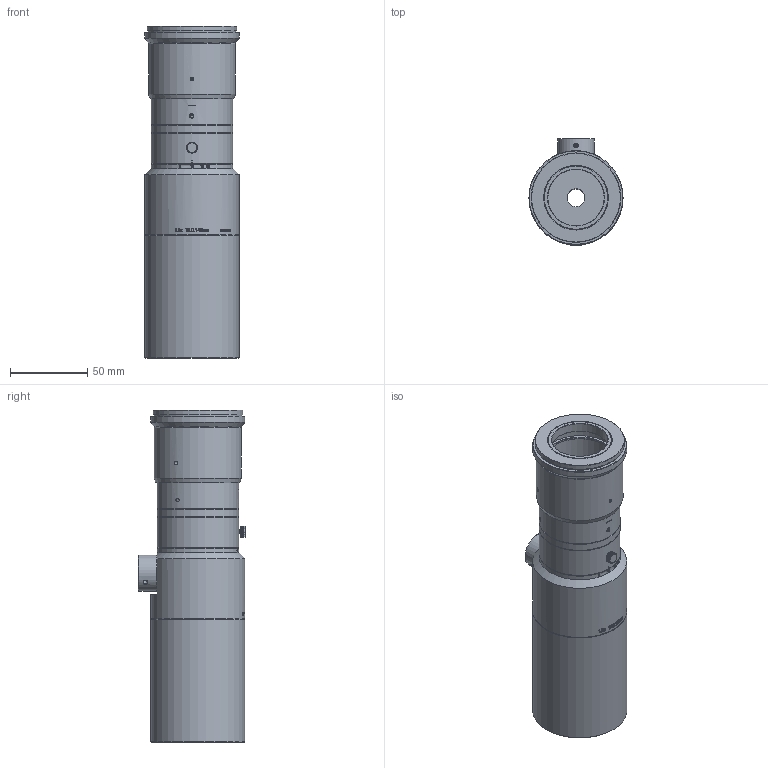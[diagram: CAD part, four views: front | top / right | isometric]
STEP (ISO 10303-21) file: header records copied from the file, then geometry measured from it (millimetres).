
FILE_DESCRIPTION(/* description */ (''),/* implementation_level */ '2;1');
FILE_NAME(/* name */ 'TC100142A_stp.stp',/* time_stamp */ '2021-10-28T17:31:39+08:00',/* author */ (''),/* organization */ (''),/* preprocessor_version */ 'ST-DEVELOPER v16',/* originating_system */ 'SIEMENS PLM Software NX 10.0',/* authorisation */ '');
FILE_SCHEMA (('AUTOMOTIVE_DESIGN { 1 0 10303 214 3 1 1 1 }'));
Length unit declared in the file: millimetre
Products named in the file (1): yang321888DFojhy
Bounding box: 61 x 69.4 x 215.33 mm (x, y, z)
Volume: 498482.6 mm3; surface area: 82953.2 mm2
Topology: 9 solids, 10 shells, 901 faces, 2393 edges, 1585 vertices
Faces by surface type: plane 399, extrusion 220, cylinder 217, cone 54, bspline 11
Full cylindrical faces by diameter (mm): 2.05 x1, 2.5 x9, 11.601 x1, 14 x1, 18 x1, 19.2 x1, 19.4 x1, 20 x1, 23.5 x1, 36.5 x1, 40.8 x1, 41 x1, 42 x1, 42.624 x1, 43 x1, 47 x2, 47.4 x1, 48.2 x1, 49 x1, 50.786 x2, 52.6 x1, 53 x6, 53.4 x1, 56.4 x1, 56.8 x1, 57 x1, 58 x2, 61 x3
Entity records: 42337 total; most frequent: CARTESIAN_POINT 21563, ORIENTED_EDGE 4504, DIRECTION 3539, EDGE_CURVE 2252, VERTEX_POINT 1542, AXIS2_PLACEMENT_3D 1189, VECTOR 1161, EDGE_LOOP 1094
